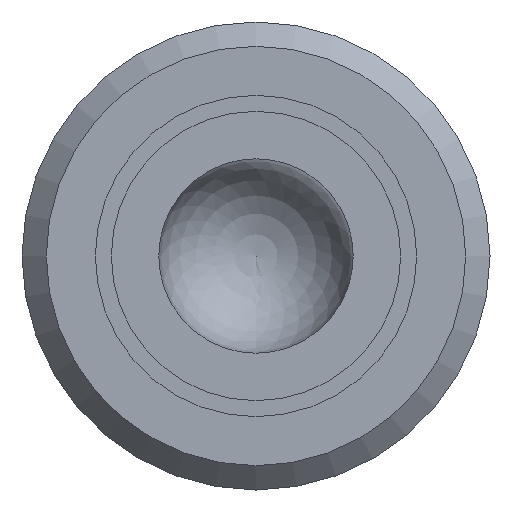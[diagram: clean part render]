
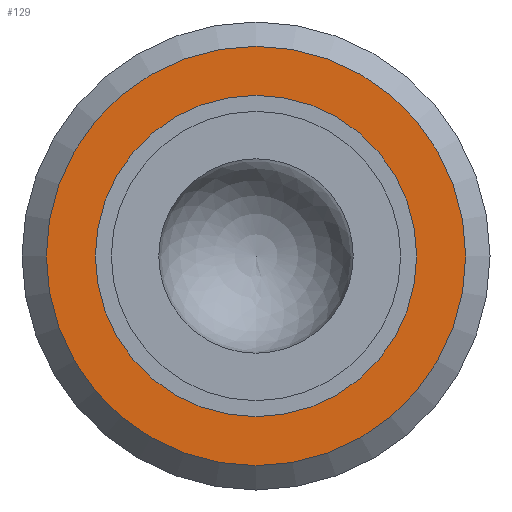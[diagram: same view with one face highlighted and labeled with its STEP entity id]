
A CAD part, front view. The second image highlights one B-rep face of the part: STEP entity #129.
In plain terms, the highlighted planar face has unit normal (0, -1, 0).
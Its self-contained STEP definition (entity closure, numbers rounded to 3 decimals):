
#24=PLANE('',#145);
#29=FACE_BOUND('',#53,.T.);
#39=FACE_OUTER_BOUND('',#52,.T.);
#52=EDGE_LOOP('',(#107));
#53=EDGE_LOOP('',(#108));
#72=CIRCLE('',#143,17.25);
#74=CIRCLE('',#146,13.221);
#83=VERTEX_POINT('',#215);
#85=VERTEX_POINT('',#220);
#94=EDGE_CURVE('',#83,#83,#72,.T.);
#96=EDGE_CURVE('',#85,#85,#74,.T.);
#107=ORIENTED_EDGE('',*,*,#94,.F.);
#108=ORIENTED_EDGE('',*,*,#96,.T.);
#129=ADVANCED_FACE('',(#39,#29),#24,.T.);
#143=AXIS2_PLACEMENT_3D('',#216,#169,#170);
#145=AXIS2_PLACEMENT_3D('',#219,#173,#174);
#146=AXIS2_PLACEMENT_3D('',#221,#175,#176);
#169=DIRECTION('center_axis',(0.,1.,0.));
#170=DIRECTION('ref_axis',(1.,0.,0.));
#173=DIRECTION('center_axis',(0.,-1.,0.));
#174=DIRECTION('ref_axis',(0.,0.,-1.));
#175=DIRECTION('center_axis',(0.,1.,0.));
#176=DIRECTION('ref_axis',(1.,0.,0.));
#215=CARTESIAN_POINT('',(-17.25,15.5,0.));
#216=CARTESIAN_POINT('Origin',(0.,15.5,0.));
#219=CARTESIAN_POINT('Origin',(-19.25,15.5,0.));
#220=CARTESIAN_POINT('',(-13.221,15.5,0.));
#221=CARTESIAN_POINT('Origin',(0.,15.5,0.));
